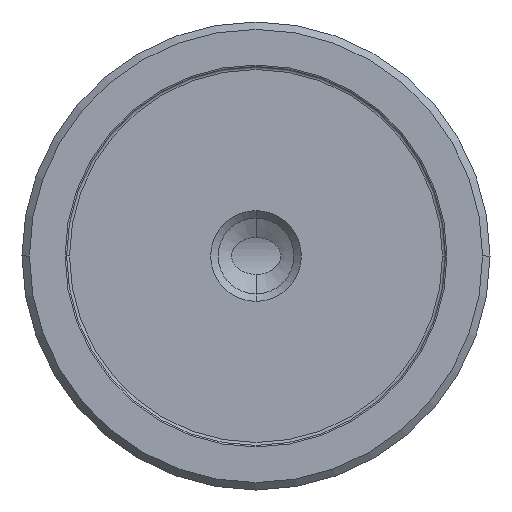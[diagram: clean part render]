
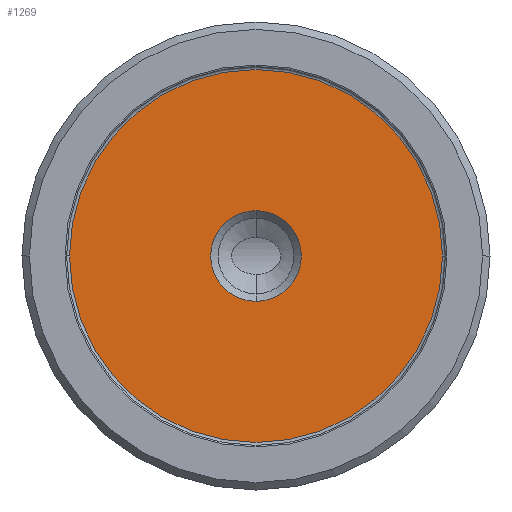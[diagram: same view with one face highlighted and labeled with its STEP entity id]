
A CAD part, front view. The second image highlights one B-rep face of the part: STEP entity #1269.
In plain terms, the highlighted planar face has unit normal (0, -1, 0).
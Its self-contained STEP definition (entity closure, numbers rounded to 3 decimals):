
#46 = VERTEX_POINT ( 'NONE', #1674 ) ;
#79 = DIRECTION ( 'NONE',  ( 1., 0., 0. ) ) ;
#149 = VERTEX_POINT ( 'NONE', #403 ) ;
#229 = DIRECTION ( 'NONE',  ( 1., 0., 0. ) ) ;
#251 = DIRECTION ( 'NONE',  ( 0., -1., 0. ) ) ;
#403 = CARTESIAN_POINT ( 'NONE',  ( 12.55, 0.5, 0. ) ) ;
#429 = EDGE_CURVE ( 'NONE', #149, #46, #842, .T. ) ;
#654 = CIRCLE ( 'NONE', #3156, 3.053 ) ;
#670 = DIRECTION ( 'NONE',  ( 0., 1., 0. ) ) ;
#842 = CIRCLE ( 'NONE', #1856, 12.55 ) ;
#853 = EDGE_CURVE ( 'NONE', #958, #2401, #654, .T. ) ;
#858 = DIRECTION ( 'NONE',  ( 0., 1., 0. ) ) ;
#958 = VERTEX_POINT ( 'NONE', #4146 ) ;
#1015 = ORIENTED_EDGE ( 'NONE', *, *, #853, .T. ) ;
#1031 = CARTESIAN_POINT ( 'NONE',  ( 0., 0.5, 0. ) ) ;
#1074 = FACE_OUTER_BOUND ( 'NONE', #3804, .T. ) ;
#1087 = CARTESIAN_POINT ( 'NONE',  ( 0., 0.5, -3.053 ) ) ;
#1179 = AXIS2_PLACEMENT_3D ( 'NONE', #1192, #251, #1234 ) ;
#1192 = CARTESIAN_POINT ( 'NONE',  ( 0., 0.5, 0. ) ) ;
#1234 = DIRECTION ( 'NONE',  ( 1., 0., 0. ) ) ;
#1269 = ADVANCED_FACE ( 'NONE', ( #3424, #1074 ), #1874, .T. ) ;
#1278 = CARTESIAN_POINT ( 'NONE',  ( 0., 0.5, 0. ) ) ;
#1461 = ORIENTED_EDGE ( 'NONE', *, *, #429, .T. ) ;
#1674 = CARTESIAN_POINT ( 'NONE',  ( -12.55, 0.5, 0. ) ) ;
#1856 = AXIS2_PLACEMENT_3D ( 'NONE', #1031, #2011, #3308 ) ;
#1874 = PLANE ( 'NONE',  #1179 ) ;
#1881 = EDGE_LOOP ( 'NONE', ( #2546, #1015 ) ) ;
#1967 = DIRECTION ( 'NONE',  ( 0., -1., 0. ) ) ;
#1993 = CIRCLE ( 'NONE', #3407, 3.053 ) ;
#2011 = DIRECTION ( 'NONE',  ( 0., -1., 0. ) ) ;
#2076 = AXIS2_PLACEMENT_3D ( 'NONE', #1278, #1967, #79 ) ;
#2363 = ORIENTED_EDGE ( 'NONE', *, *, #2771, .T. ) ;
#2401 = VERTEX_POINT ( 'NONE', #1087 ) ;
#2546 = ORIENTED_EDGE ( 'NONE', *, *, #3977, .T. ) ;
#2771 = EDGE_CURVE ( 'NONE', #46, #149, #3905, .T. ) ;
#3156 = AXIS2_PLACEMENT_3D ( 'NONE', #3568, #670, #3279 ) ;
#3279 = DIRECTION ( 'NONE',  ( 1., 0., 0. ) ) ;
#3308 = DIRECTION ( 'NONE',  ( 1., 0., 0. ) ) ;
#3407 = AXIS2_PLACEMENT_3D ( 'NONE', #3466, #858, #229 ) ;
#3424 = FACE_BOUND ( 'NONE', #1881, .T. ) ;
#3466 = CARTESIAN_POINT ( 'NONE',  ( 0., 0.5, 0. ) ) ;
#3568 = CARTESIAN_POINT ( 'NONE',  ( 0., 0.5, 0. ) ) ;
#3804 = EDGE_LOOP ( 'NONE', ( #1461, #2363 ) ) ;
#3905 = CIRCLE ( 'NONE', #2076, 12.55 ) ;
#3977 = EDGE_CURVE ( 'NONE', #2401, #958, #1993, .T. ) ;
#4146 = CARTESIAN_POINT ( 'NONE',  ( 0., 0.5, 3.053 ) ) ;
